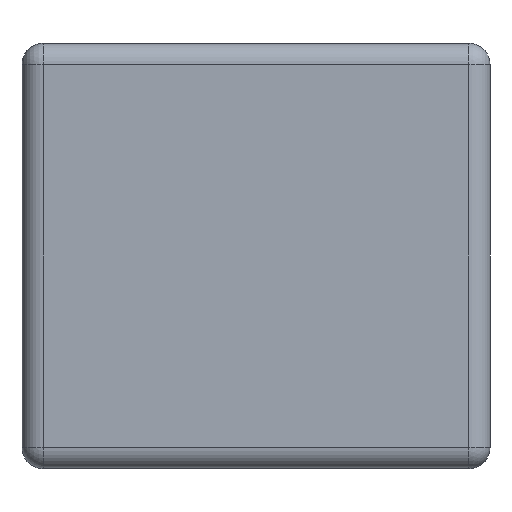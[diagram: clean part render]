
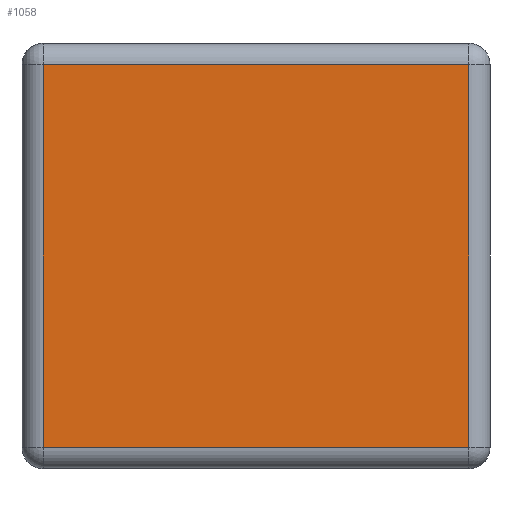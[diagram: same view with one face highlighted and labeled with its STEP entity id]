
A CAD part, left-side view. The second image highlights one B-rep face of the part: STEP entity #1058.
In plain terms, the highlighted planar face has unit normal (-1, 0, 0).
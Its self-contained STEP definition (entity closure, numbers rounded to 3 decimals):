
#38 = CARTESIAN_POINT ( 'NONE',  ( -0.3, 0.15, 0.135 ) ) ;
#55 = ORIENTED_EDGE ( 'NONE', *, *, #393, .T. ) ;
#118 = LINE ( 'NONE', #292, #366 ) ;
#131 = CARTESIAN_POINT ( 'NONE',  ( -0.3, 0.165, 0.135 ) ) ;
#150 = AXIS2_PLACEMENT_3D ( 'NONE', #898, #294, #1192 ) ;
#164 = VECTOR ( 'NONE', #574, 1000. ) ;
#292 = CARTESIAN_POINT ( 'NONE',  ( -0.3, 0.15, -0.15 ) ) ;
#294 = DIRECTION ( 'NONE',  ( 1., 0., 0. ) ) ;
#296 = CARTESIAN_POINT ( 'NONE',  ( -0.3, -0.15, -0.135 ) ) ;
#327 = EDGE_CURVE ( 'NONE', #414, #387, #565, .T. ) ;
#328 = FACE_OUTER_BOUND ( 'NONE', #1096, .T. ) ;
#366 = VECTOR ( 'NONE', #1107, 1000. ) ;
#387 = VERTEX_POINT ( 'NONE', #296 ) ;
#393 = EDGE_CURVE ( 'NONE', #590, #414, #118, .T. ) ;
#411 = EDGE_CURVE ( 'NONE', #1218, #590, #427, .T. ) ;
#414 = VERTEX_POINT ( 'NONE', #1100 ) ;
#427 = LINE ( 'NONE', #131, #601 ) ;
#513 = CARTESIAN_POINT ( 'NONE',  ( -0.3, -0.15, -0.15 ) ) ;
#565 = LINE ( 'NONE', #1263, #164 ) ;
#574 = DIRECTION ( 'NONE',  ( 0., -1., 0. ) ) ;
#590 = VERTEX_POINT ( 'NONE', #38 ) ;
#601 = VECTOR ( 'NONE', #918, 1000. ) ;
#634 = ORIENTED_EDGE ( 'NONE', *, *, #327, .T. ) ;
#644 = LINE ( 'NONE', #513, #1055 ) ;
#689 = PLANE ( 'NONE',  #150 ) ;
#802 = ORIENTED_EDGE ( 'NONE', *, *, #1113, .T. ) ;
#898 = CARTESIAN_POINT ( 'NONE',  ( -0.3, 0.165, -0.15 ) ) ;
#907 = DIRECTION ( 'NONE',  ( 0., 0., 1. ) ) ;
#915 = CARTESIAN_POINT ( 'NONE',  ( -0.3, -0.15, 0.135 ) ) ;
#918 = DIRECTION ( 'NONE',  ( 0., 1., 0. ) ) ;
#941 = ORIENTED_EDGE ( 'NONE', *, *, #411, .T. ) ;
#1055 = VECTOR ( 'NONE', #907, 1000. ) ;
#1058 = ADVANCED_FACE ( 'NONE', ( #328 ), #689, .F. ) ;
#1096 = EDGE_LOOP ( 'NONE', ( #55, #634, #802, #941 ) ) ;
#1100 = CARTESIAN_POINT ( 'NONE',  ( -0.3, 0.15, -0.135 ) ) ;
#1107 = DIRECTION ( 'NONE',  ( 0., 0., -1. ) ) ;
#1113 = EDGE_CURVE ( 'NONE', #387, #1218, #644, .T. ) ;
#1192 = DIRECTION ( 'NONE',  ( 0., 0., -1. ) ) ;
#1218 = VERTEX_POINT ( 'NONE', #915 ) ;
#1263 = CARTESIAN_POINT ( 'NONE',  ( -0.3, 0.165, -0.135 ) ) ;
